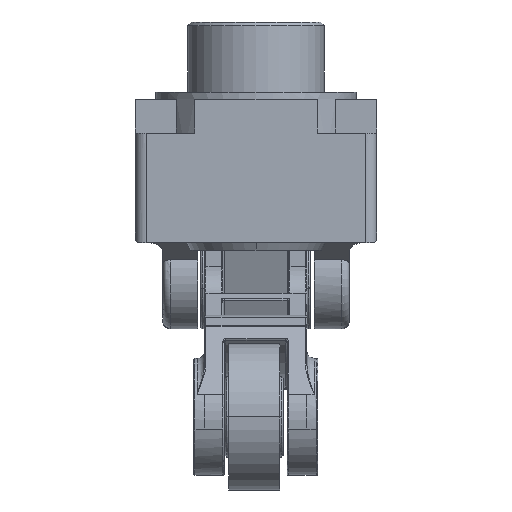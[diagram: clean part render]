
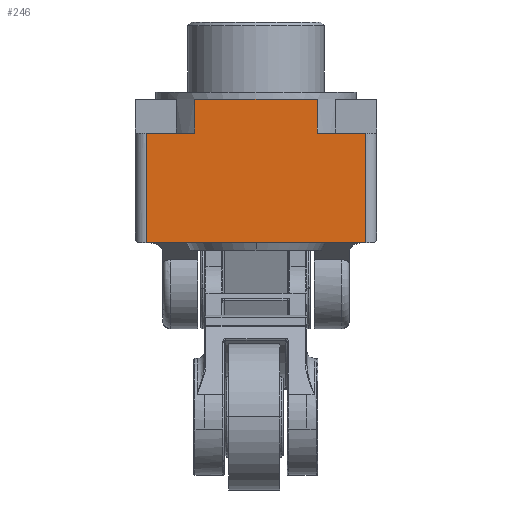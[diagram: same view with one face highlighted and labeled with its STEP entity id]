
A CAD part, front view. The second image highlights one B-rep face of the part: STEP entity #246.
In plain terms, the highlighted planar face has unit normal (0, -1, 0).
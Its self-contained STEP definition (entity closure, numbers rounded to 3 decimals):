
#246=ADVANCED_FACE('',(#824),#825,.T.);
#824=FACE_OUTER_BOUND('',#1603,.T.);
#825=PLANE('',#1604);
#1603=EDGE_LOOP('',(#4518,#4519,#4520,#4521,#4522,#4523,#4524,#4525));
#1604=AXIS2_PLACEMENT_3D('',#4526,#4527,#4528);
#4518=ORIENTED_EDGE('',*,*,#6083,.T.);
#4519=ORIENTED_EDGE('',*,*,#6404,.F.);
#4520=ORIENTED_EDGE('',*,*,#6231,.F.);
#4521=ORIENTED_EDGE('',*,*,#6405,.F.);
#4522=ORIENTED_EDGE('',*,*,#6191,.F.);
#4523=ORIENTED_EDGE('',*,*,#6406,.T.);
#4524=ORIENTED_EDGE('',*,*,#6221,.F.);
#4525=ORIENTED_EDGE('',*,*,#6205,.T.);
#4526=CARTESIAN_POINT('',(-16.5,-16.5,0.0));
#4527=DIRECTION('',(0.0,-1.0,0.0));
#4528=DIRECTION('',(0.0,0.0,-1.0));
#6083=EDGE_CURVE('',#7043,#7041,#7044,.T.);
#6191=EDGE_CURVE('',#7223,#7224,#7225,.T.);
#6205=EDGE_CURVE('',#7247,#7043,#7248,.T.);
#6221=EDGE_CURVE('',#7247,#7276,#7277,.T.);
#6231=EDGE_CURVE('',#7294,#7296,#7297,.T.);
#6404=EDGE_CURVE('',#7296,#7041,#7554,.T.);
#6405=EDGE_CURVE('',#7224,#7294,#7555,.T.);
#6406=EDGE_CURVE('',#7223,#7276,#7556,.T.);
#7041=VERTEX_POINT('',#8482);
#7043=VERTEX_POINT('',#8484);
#7044=LINE('',#8485,#8486);
#7223=VERTEX_POINT('',#8706);
#7224=VERTEX_POINT('',#8707);
#7225=LINE('',#8708,#8709);
#7247=VERTEX_POINT('',#8761);
#7248=LINE('',#8762,#8763);
#7276=VERTEX_POINT('',#8799);
#7277=LINE('',#8800,#8801);
#7294=VERTEX_POINT('',#8822);
#7296=VERTEX_POINT('',#8825);
#7297=LINE('',#8826,#8827);
#7554=LINE('',#9285,#9286);
#7555=LINE('',#9287,#9288);
#7556=LINE('',#9289,#9290);
#8482=CARTESIAN_POINT('',(15.0,-16.5,0.0));
#8484=CARTESIAN_POINT('',(-15.0,-16.5,0.0));
#8485=CARTESIAN_POINT('',(-15.0,-16.5,0.0));
#8486=VECTOR('',#10859,30.0);
#8706=CARTESIAN_POINT('',(-8.4,-16.5,19.6));
#8707=CARTESIAN_POINT('',(8.4,-16.5,19.6));
#8708=CARTESIAN_POINT('',(-8.4,-16.5,19.6));
#8709=VECTOR('',#11099,16.8);
#8761=CARTESIAN_POINT('',(-15.0,-16.5,15.0));
#8762=CARTESIAN_POINT('',(-15.0,-16.5,15.0));
#8763=VECTOR('',#11113,15.0);
#8799=CARTESIAN_POINT('',(-8.4,-16.5,15.0));
#8800=CARTESIAN_POINT('',(-15.0,-16.5,15.0));
#8801=VECTOR('',#11143,6.6);
#8822=CARTESIAN_POINT('',(8.4,-16.5,15.0));
#8825=CARTESIAN_POINT('',(15.0,-16.5,15.0));
#8826=CARTESIAN_POINT('',(8.4,-16.5,15.0));
#8827=VECTOR('',#11161,6.6);
#9285=CARTESIAN_POINT('',(15.0,-16.5,15.0));
#9286=VECTOR('',#11454,15.0);
#9287=CARTESIAN_POINT('',(8.4,-16.5,19.6));
#9288=VECTOR('',#11455,4.6);
#9289=CARTESIAN_POINT('',(-8.4,-16.5,19.6));
#9290=VECTOR('',#11456,4.6);
#10859=DIRECTION('',(1.0,0.0,0.0));
#11099=DIRECTION('',(1.0,0.0,0.0));
#11113=DIRECTION('',(0.0,0.0,-1.0));
#11143=DIRECTION('',(1.0,0.0,0.0));
#11161=DIRECTION('',(1.0,0.0,0.0));
#11454=DIRECTION('',(0.0,0.0,-1.0));
#11455=DIRECTION('',(0.0,0.0,-1.0));
#11456=DIRECTION('',(0.0,0.0,-1.0));
